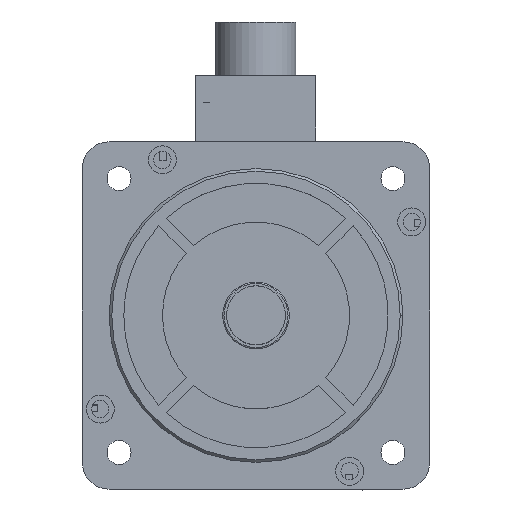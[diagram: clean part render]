
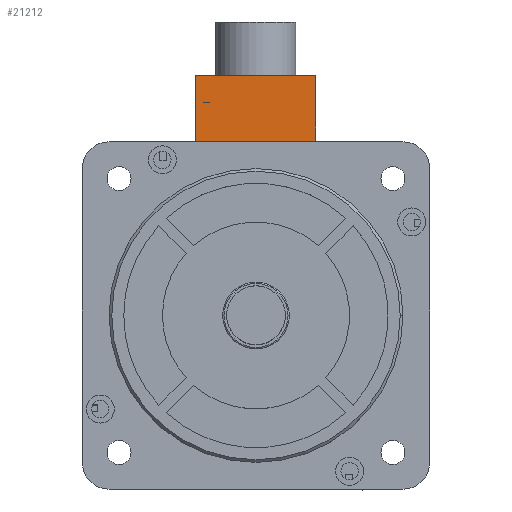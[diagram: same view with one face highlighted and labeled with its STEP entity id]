
A CAD part, top view. The second image highlights one B-rep face of the part: STEP entity #21212.
In plain terms, the highlighted face is planar.
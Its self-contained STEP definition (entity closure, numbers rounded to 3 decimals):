
#291 = EDGE_CURVE ( 'NONE', #4156, #404, #14154, .T. ) ;
#404 = VERTEX_POINT ( 'NONE', #3866 ) ;
#662 = FACE_OUTER_BOUND ( 'NONE', #6535, .T. ) ;
#1404 = VECTOR ( 'NONE', #19984, 1000. ) ;
#2859 = LINE ( 'NONE', #13152, #3196 ) ;
#3196 = VECTOR ( 'NONE', #17281, 1000. ) ;
#3866 = CARTESIAN_POINT ( 'NONE',  ( 0., 0., 0. ) ) ;
#4156 = VERTEX_POINT ( 'NONE', #23919 ) ;
#4528 = ORIENTED_EDGE ( 'NONE', *, *, #16437, .F. ) ;
#5260 = CARTESIAN_POINT ( 'NONE',  ( 0., 0., 0. ) ) ;
#5626 = AXIS2_PLACEMENT_3D ( 'NONE', #18729, #18367, #18459 ) ;
#6535 = EDGE_LOOP ( 'NONE', ( #4528, #16254, #25072, #14230 ) ) ;
#8076 = CARTESIAN_POINT ( 'NONE',  ( 45., 0., 0. ) ) ;
#8326 = PLANE ( 'NONE',  #5626 ) ;
#10668 = EDGE_CURVE ( 'NONE', #4156, #11046, #2859, .T. ) ;
#11046 = VERTEX_POINT ( 'NONE', #22530 ) ;
#11382 = DIRECTION ( 'NONE',  ( 1., 0., 0. ) ) ;
#11389 = CARTESIAN_POINT ( 'NONE',  ( 45., 0., -25. ) ) ;
#12229 = VECTOR ( 'NONE', #19683, 1000. ) ;
#13152 = CARTESIAN_POINT ( 'NONE',  ( 0., 0., -25. ) ) ;
#14154 = LINE ( 'NONE', #25801, #12229 ) ;
#14230 = ORIENTED_EDGE ( 'NONE', *, *, #14453, .T. ) ;
#14453 = EDGE_CURVE ( 'NONE', #11046, #22131, #14589, .T. ) ;
#14589 = LINE ( 'NONE', #11389, #1404 ) ;
#16254 = ORIENTED_EDGE ( 'NONE', *, *, #291, .F. ) ;
#16437 = EDGE_CURVE ( 'NONE', #404, #22131, #23344, .T. ) ;
#17281 = DIRECTION ( 'NONE',  ( 1., 0., 0. ) ) ;
#18367 = DIRECTION ( 'NONE',  ( 0., -1., 0. ) ) ;
#18459 = DIRECTION ( 'NONE',  ( 0., 0., -1. ) ) ;
#18729 = CARTESIAN_POINT ( 'NONE',  ( 0., 0., -25. ) ) ;
#19683 = DIRECTION ( 'NONE',  ( 0., 0., 1. ) ) ;
#19984 = DIRECTION ( 'NONE',  ( 0., 0., 1. ) ) ;
#21212 = ADVANCED_FACE ( 'NONE', ( #662 ), #8326, .T. ) ;
#22075 = VECTOR ( 'NONE', #11382, 1000. ) ;
#22131 = VERTEX_POINT ( 'NONE', #8076 ) ;
#22530 = CARTESIAN_POINT ( 'NONE',  ( 45., 0., -25. ) ) ;
#23344 = LINE ( 'NONE', #5260, #22075 ) ;
#23919 = CARTESIAN_POINT ( 'NONE',  ( 0., 0., -25. ) ) ;
#25072 = ORIENTED_EDGE ( 'NONE', *, *, #10668, .T. ) ;
#25801 = CARTESIAN_POINT ( 'NONE',  ( 0., 0., -25. ) ) ;
